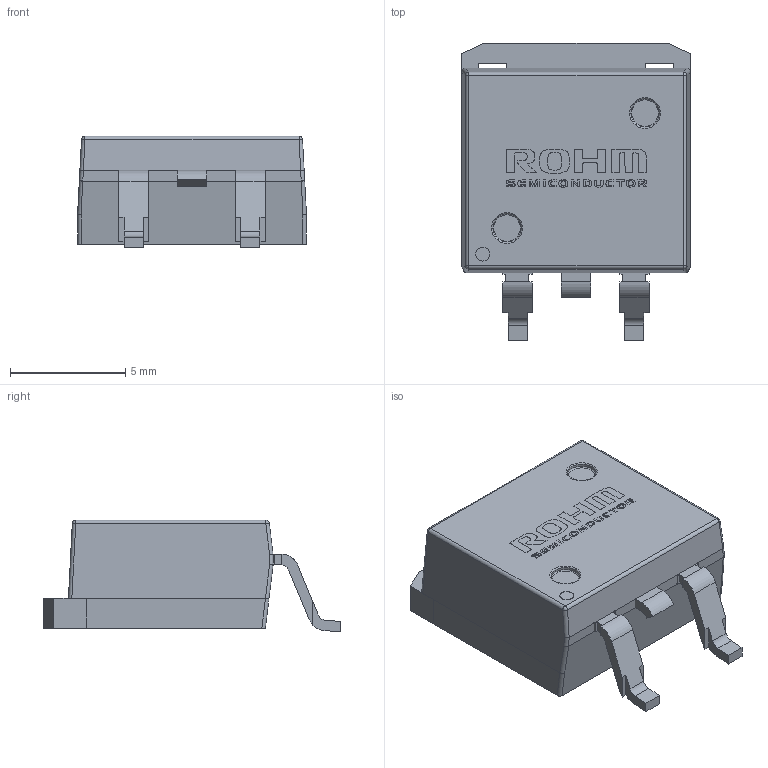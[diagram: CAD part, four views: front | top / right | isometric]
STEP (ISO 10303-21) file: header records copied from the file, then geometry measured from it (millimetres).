
FILE_DESCRIPTION (( 'STEP AP214' ), '1' );
FILE_NAME ('RFN10NS3STL.STEP', '2022-10-09T20:06:41', ( '' ), ( '' ), 'SwSTEP 2.0', 'SolidWorks 2022', '' );
FILE_SCHEMA (( 'AUTOMOTIVE_DESIGN' ));
Length unit declared in the file: millimetre
Products named in the file (3): RFN10NS3STL; Rohm Logo-LAPTOP-NQA1DCQ3
Assembly tree (2 placements, depth 2):
  RFN10NS3STL
    RFN10NS3STL
    Rohm Logo-LAPTOP-NQA1DCQ3
Bounding box: 9.95 x 12.95 x 4.85 mm (x, y, z)
Volume: 419.8 mm3; surface area: 593.4 mm2
Topology: 23 solids, 23 shells, 414 faces, 1061 edges, 696 vertices
Faces by surface type: plane 225, bspline 143, cylinder 34, torus 8, sphere 4
Entity records: 14408 total; most frequent: CARTESIAN_POINT 4083, ORIENTED_EDGE 2122, DIRECTION 1385, EDGE_CURVE 1061, VERTEX_POINT 696, LINE 685, VECTOR 685, EDGE_LOOP 427
